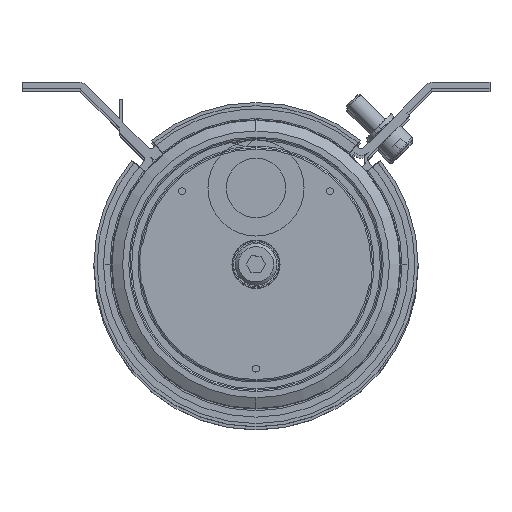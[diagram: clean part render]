
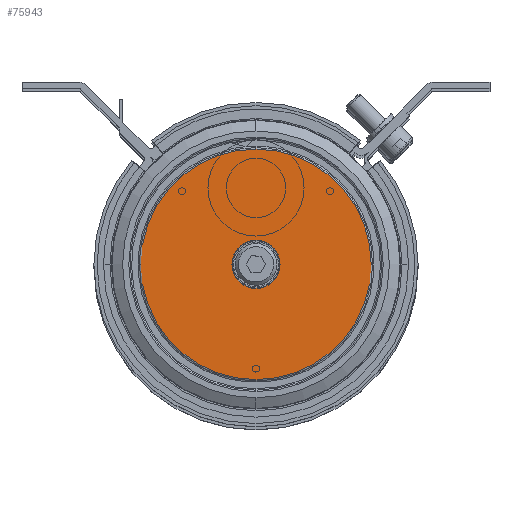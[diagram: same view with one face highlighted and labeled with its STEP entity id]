
A CAD part, top view. The second image highlights one B-rep face of the part: STEP entity #75943.
In plain terms, the highlighted face is planar.
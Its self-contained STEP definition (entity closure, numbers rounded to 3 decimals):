
#1278 = ORIENTED_EDGE ( 'NONE', *, *, #29092, .T. ) ;
#1804 = EDGE_LOOP ( 'NONE', ( #96898, #71644 ) ) ;
#4113 = DIRECTION ( 'NONE',  ( 0., 1., 0. ) ) ;
#4448 = CARTESIAN_POINT ( 'NONE',  ( 8.8, 0., 0. ) ) ;
#4719 = DIRECTION ( 'NONE',  ( 0., -1., 0. ) ) ;
#8670 = DIRECTION ( 'NONE',  ( 0., 0., 1. ) ) ;
#9300 = CIRCLE ( 'NONE', #68934, 7.5 ) ;
#9435 = AXIS2_PLACEMENT_3D ( 'NONE', #16165, #48692, #8670 ) ;
#13401 = AXIS2_PLACEMENT_3D ( 'NONE', #93217, #52105, #17983 ) ;
#16165 = CARTESIAN_POINT ( 'NONE',  ( 0., 0., 0. ) ) ;
#17983 = DIRECTION ( 'NONE',  ( 0., 0., -1. ) ) ;
#19630 = CIRCLE ( 'NONE', #9435, 7.5 ) ;
#22033 = LINE ( 'NONE', #4448, #33066 ) ;
#22293 = DIRECTION ( 'NONE',  ( 0., 0., -1. ) ) ;
#22745 = EDGE_CURVE ( 'NONE', #76991, #60758, #100342, .T. ) ;
#24421 = CARTESIAN_POINT ( 'NONE',  ( 0., 0., 0. ) ) ;
#25013 = VERTEX_POINT ( 'NONE', #29815 ) ;
#25091 = DIRECTION ( 'NONE',  ( 0., 0., -1. ) ) ;
#25599 = CARTESIAN_POINT ( 'NONE',  ( 0., 0., 0. ) ) ;
#28466 = DIRECTION ( 'NONE',  ( 0., -1., 0. ) ) ;
#29092 = EDGE_CURVE ( 'NONE', #45460, #72297, #67775, .T. ) ;
#29815 = CARTESIAN_POINT ( 'NONE',  ( 35.884, 0., 0. ) ) ;
#30207 = CARTESIAN_POINT ( 'NONE',  ( 0., 0., 0. ) ) ;
#30397 = CARTESIAN_POINT ( 'NONE',  ( -35.884, 0., 0. ) ) ;
#30558 = VECTOR ( 'NONE', #50323, 1000. ) ;
#32372 = EDGE_LOOP ( 'NONE', ( #100906, #57494, #85935, #84266, #1278, #61419 ) ) ;
#33066 = VECTOR ( 'NONE', #36976, 1000. ) ;
#34663 = CARTESIAN_POINT ( 'NONE',  ( 0., 0., -7.5 ) ) ;
#34763 = VERTEX_POINT ( 'NONE', #34663 ) ;
#35360 = LINE ( 'NONE', #66870, #30558 ) ;
#36642 = DIRECTION ( 'NONE',  ( 0., 0., 1. ) ) ;
#36976 = DIRECTION ( 'NONE',  ( -1., 0., 0. ) ) ;
#37258 = EDGE_CURVE ( 'NONE', #34763, #71526, #9300, .T. ) ;
#37765 = FACE_OUTER_BOUND ( 'NONE', #32372, .T. ) ;
#40589 = DIRECTION ( 'NONE',  ( 0., -1., 0. ) ) ;
#41460 = AXIS2_PLACEMENT_3D ( 'NONE', #63387, #4719, #22293 ) ;
#45460 = VERTEX_POINT ( 'NONE', #87621 ) ;
#46281 = PLANE ( 'NONE',  #41460 ) ;
#47900 = DIRECTION ( 'NONE',  ( 0., 0., -1. ) ) ;
#48692 = DIRECTION ( 'NONE',  ( 0., 1., 0. ) ) ;
#49535 = AXIS2_PLACEMENT_3D ( 'NONE', #101592, #28466, #61042 ) ;
#50323 = DIRECTION ( 'NONE',  ( 1., 0., 0. ) ) ;
#52105 = DIRECTION ( 'NONE',  ( 0., -1., 0. ) ) ;
#52443 = EDGE_CURVE ( 'NONE', #71526, #34763, #19630, .T. ) ;
#53251 = FACE_BOUND ( 'NONE', #1804, .T. ) ;
#56711 = CARTESIAN_POINT ( 'NONE',  ( 35.884, 0., 0. ) ) ;
#57494 = ORIENTED_EDGE ( 'NONE', *, *, #68673, .T. ) ;
#60418 = EDGE_CURVE ( 'NONE', #80307, #25013, #22033, .T. ) ;
#60758 = VERTEX_POINT ( 'NONE', #30397 ) ;
#61042 = DIRECTION ( 'NONE',  ( 0., 0., -1. ) ) ;
#61419 = ORIENTED_EDGE ( 'NONE', *, *, #102191, .T. ) ;
#61533 = CIRCLE ( 'NONE', #49535, 35.884 ) ;
#63387 = CARTESIAN_POINT ( 'NONE',  ( 0., 0., 0. ) ) ;
#66870 = CARTESIAN_POINT ( 'NONE',  ( -8.8, 0., 0. ) ) ;
#67775 = CIRCLE ( 'NONE', #84833, 35.884 ) ;
#68673 = EDGE_CURVE ( 'NONE', #25013, #76991, #82551, .T. ) ;
#68934 = AXIS2_PLACEMENT_3D ( 'NONE', #30207, #4113, #36642 ) ;
#71526 = VERTEX_POINT ( 'NONE', #90790 ) ;
#71644 = ORIENTED_EDGE ( 'NONE', *, *, #52443, .T. ) ;
#72297 = VERTEX_POINT ( 'NONE', #82943 ) ;
#74737 = CARTESIAN_POINT ( 'NONE',  ( 0., 0., 35.884 ) ) ;
#75943 = ADVANCED_FACE ( 'NONE', ( #37765, #53251 ), #46281, .T. ) ;
#76991 = VERTEX_POINT ( 'NONE', #74737 ) ;
#80307 = VERTEX_POINT ( 'NONE', #56711 ) ;
#82551 = CIRCLE ( 'NONE', #99620, 35.884 ) ;
#82943 = CARTESIAN_POINT ( 'NONE',  ( 0., 0., -35.884 ) ) ;
#84266 = ORIENTED_EDGE ( 'NONE', *, *, #99831, .F. ) ;
#84833 = AXIS2_PLACEMENT_3D ( 'NONE', #24421, #98089, #47900 ) ;
#85935 = ORIENTED_EDGE ( 'NONE', *, *, #22745, .T. ) ;
#87621 = CARTESIAN_POINT ( 'NONE',  ( -35.884, 0., 0. ) ) ;
#90790 = CARTESIAN_POINT ( 'NONE',  ( 0., 0., 7.5 ) ) ;
#93217 = CARTESIAN_POINT ( 'NONE',  ( 0., 0., 0. ) ) ;
#96898 = ORIENTED_EDGE ( 'NONE', *, *, #37258, .T. ) ;
#98089 = DIRECTION ( 'NONE',  ( 0., -1., 0. ) ) ;
#99620 = AXIS2_PLACEMENT_3D ( 'NONE', #25599, #40589, #25091 ) ;
#99831 = EDGE_CURVE ( 'NONE', #45460, #60758, #35360, .T. ) ;
#100342 = CIRCLE ( 'NONE', #13401, 35.884 ) ;
#100906 = ORIENTED_EDGE ( 'NONE', *, *, #60418, .T. ) ;
#101592 = CARTESIAN_POINT ( 'NONE',  ( 0., 0., 0. ) ) ;
#102191 = EDGE_CURVE ( 'NONE', #72297, #80307, #61533, .T. ) ;
